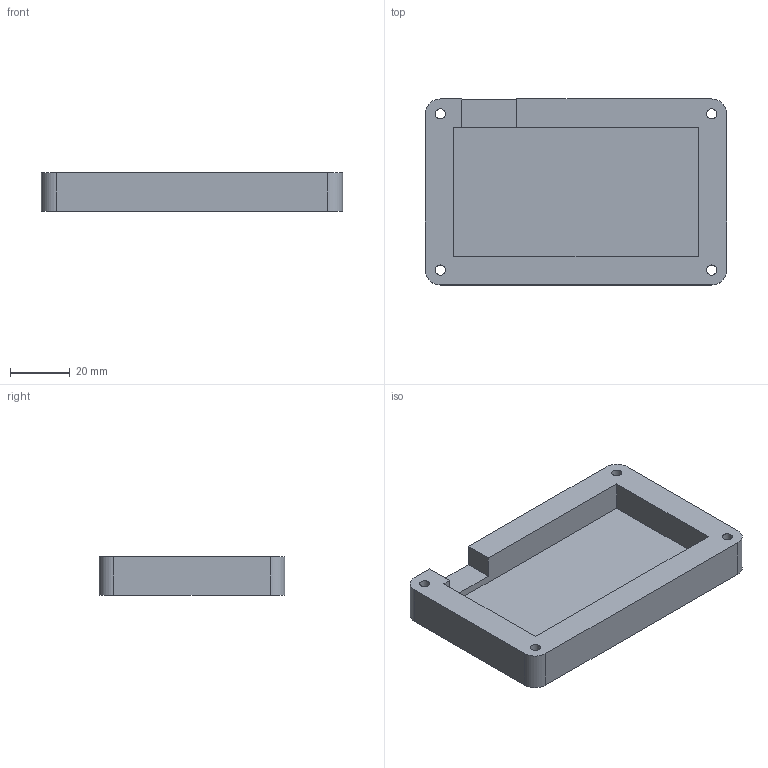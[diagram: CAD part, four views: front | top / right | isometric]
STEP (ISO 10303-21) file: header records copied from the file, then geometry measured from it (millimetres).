
FILE_DESCRIPTION(/* description */ (''),/* implementation_level */ '2;1');
FILE_NAME(/* name */ 'macropad (Assembly).step',/* time_stamp */ '2026-01-26T23:07:49+05:30',/* author */ (''),/* organization */ (''),/* preprocessor_version */ 'ST-DEVELOPER v20.1',/* originating_system */ 'Autodesk Translation Framework v14.24.0.0',/* authorisation */ '');
FILE_SCHEMA (('AUTOMOTIVE_DESIGN { 1 0 10303 214 3 1 1 }'));
Length unit declared in the file: millimetre
Products named in the file (3): 2026-01-26-20-55-06-628; 2026-01-26-20-54-08-728; 2026-01-26-22-00-56-540
Assembly tree (2 placements, depth 2):
  2026-01-26-20-55-06-628
    2026-01-26-20-54-08-728
    2026-01-26-22-00-56-540
Bounding box: 101.15 x 62.45 x 13 mm (x, y, z)
Volume: 44120.3 mm3; surface area: 19695.3 mm2
Topology: 1 solids, 1 shells, 30 faces, 72 edges, 48 vertices
Faces by surface type: plane 18, cylinder 12
Full cylindrical faces by diameter (mm): 3.4 x4, 6 x4
Entity records: 980 total; most frequent: DIRECTION 166, CARTESIAN_POINT 155, ORIENTED_EDGE 144, EDGE_CURVE 72, AXIS2_PLACEMENT_3D 59, LINE 48, VECTOR 48, VERTEX_POINT 48
